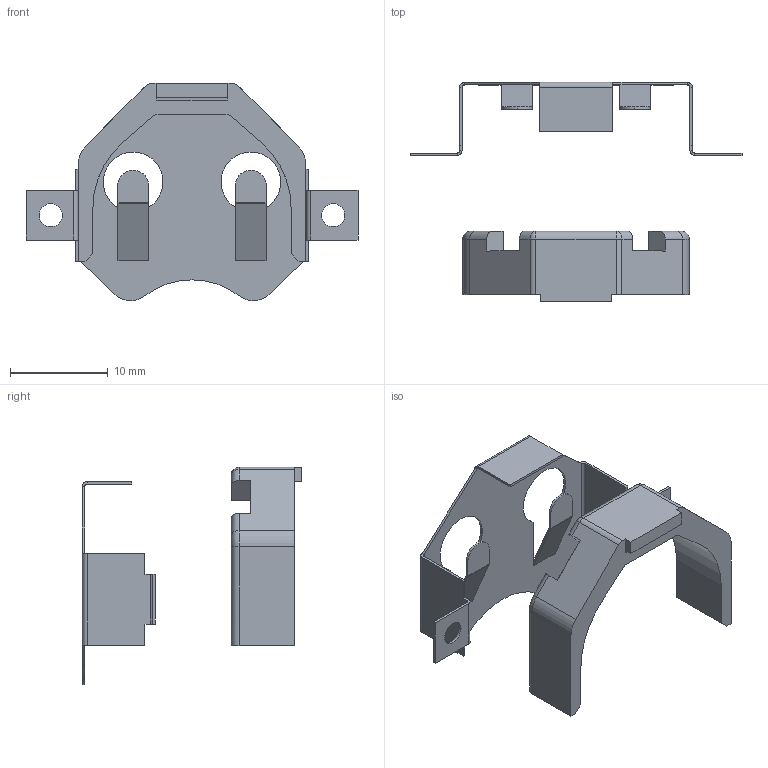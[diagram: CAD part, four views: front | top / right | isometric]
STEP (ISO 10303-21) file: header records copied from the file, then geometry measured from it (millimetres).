
FILE_DESCRIPTION (( 'STEP AP214' ), '1' );
FILE_NAME ('3024-2.STEP', '2012-10-04T15:26:41', ( 'Richard Maletta' ), ( '' ), 'SwSTEP 2.0', 'SolidWorks 2009', '' );
FILE_SCHEMA (( 'AUTOMOTIVE_DESIGN' ));
Length unit declared in the file: millimetre
Products named in the file (1): 3024-2
Bounding box: 34.01 x 22.49 x 22.27 mm (x, y, z)
Volume: 754.2 mm3; surface area: 2095.4 mm2
Topology: 2 solids, 2 shells, 179 faces, 443 edges, 266 vertices
Faces by surface type: plane 129, cylinder 46, torus 2, sphere 2
Entity records: 7187 total; most frequent: CARTESIAN_POINT 905, DIRECTION 887, ORIENTED_EDGE 882, EDGE_CURVE 441, VECTOR 343, LINE 343, AXIS2_PLACEMENT_3D 272, VERTEX_POINT 266
